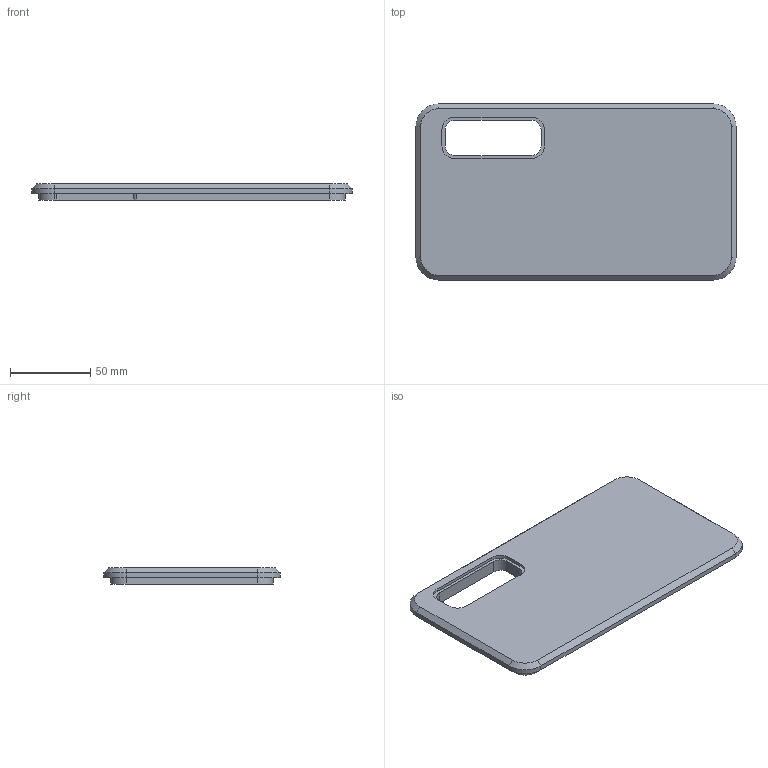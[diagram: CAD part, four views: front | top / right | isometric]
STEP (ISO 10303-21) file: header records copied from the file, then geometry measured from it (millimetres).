
FILE_DESCRIPTION(/* description */ (''),/* implementation_level */ '2;1');
FILE_NAME(/* name */ 'Motiv_Cap_White.step',/* time_stamp */ '2024-01-19T11:40:38+01:00',/* author */ (''),/* organization */ (''),/* preprocessor_version */ 'ST-DEVELOPER v20',/* originating_system */ 'Autodesk Translation Framework v12.14.0.127',/* authorisation */ '');
FILE_SCHEMA (('AUTOMOTIVE_DESIGN { 1 0 10303 214 3 1 1 }'));
Length unit declared in the file: millimetre
Products named in the file (1): FusionComponent
Bounding box: 200 x 110 x 10 mm (x, y, z)
Volume: 187367.7 mm3; surface area: 47835.6 mm2
Topology: 1 solids, 1 shells, 52 faces, 136 edges, 88 vertices
Faces by surface type: plane 30, cylinder 18, cone 4
Entity records: 1640 total; most frequent: DIRECTION 282, CARTESIAN_POINT 277, ORIENTED_EDGE 272, EDGE_CURVE 136, LINE 96, VECTOR 96, AXIS2_PLACEMENT_3D 93, VERTEX_POINT 88
